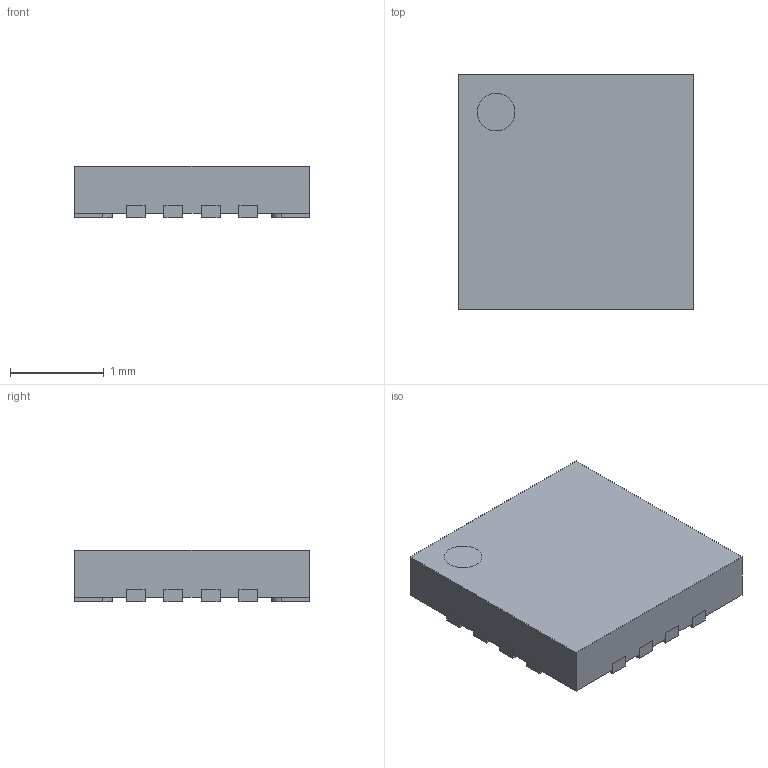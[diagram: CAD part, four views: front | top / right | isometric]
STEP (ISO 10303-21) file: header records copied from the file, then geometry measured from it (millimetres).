
FILE_DESCRIPTION(/* description */ (''),/* implementation_level */ '2;1');
FILE_NAME(/* name */ 'QFN40P250X250X55-16N.stp',/* time_stamp */ '2016-08-19T15:22:31+02:00',/* author */ ('bcivel'),/* organization */ (''),/* preprocessor_version */ 'ST-DEVELOPER v16.1',/* originating_system */ 'AutoCAD Mechanical',/* authorisation */ '');
FILE_SCHEMA (('AUTOMOTIVE_DESIGN { 1 0 10303 214 3 1 1 }'));
Length unit declared in the file: millimetre
Products named in the file (1): Product
Bounding box: 2.5 x 2.5 x 0.55 mm (x, y, z)
Volume: 3.2 mm3; surface area: 23.5 mm2
Topology: 18 solids, 18 shells, 171 faces, 402 edges, 268 vertices
Faces by surface type: plane 137, cylinder 34
Full cylindrical faces by diameter (mm): 0.4 x2
Entity records: 4876 total; most frequent: CARTESIAN_POINT 840, DIRECTION 812, ORIENTED_EDGE 800, EDGE_CURVE 400, LINE 332, VECTOR 332, VERTEX_POINT 268, AXIS2_PLACEMENT_3D 240
